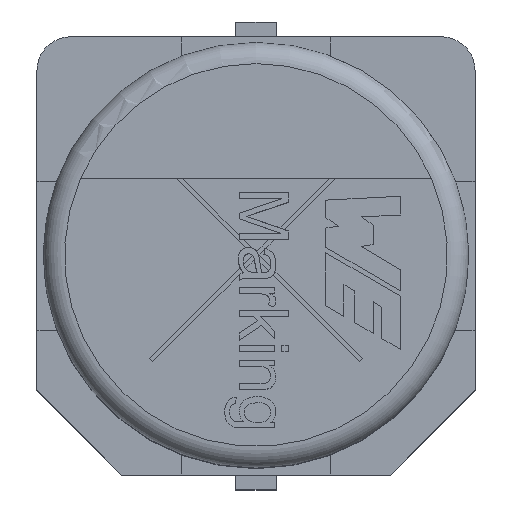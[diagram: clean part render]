
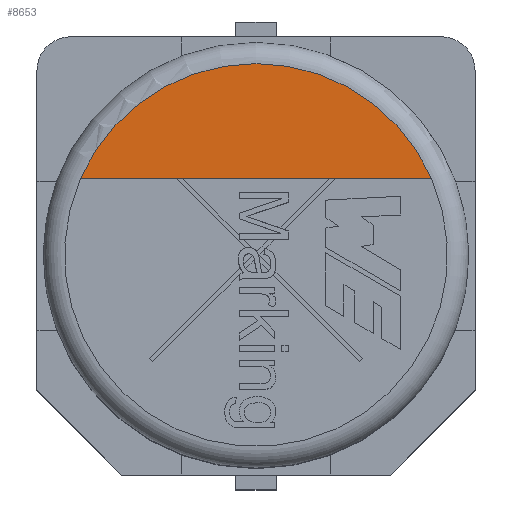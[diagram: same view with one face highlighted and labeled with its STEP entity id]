
A CAD part, top view. The second image highlights one B-rep face of the part: STEP entity #8653.
In plain terms, the highlighted planar face has unit normal (0, 0, 1).
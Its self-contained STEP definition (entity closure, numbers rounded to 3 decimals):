
#7764 = PLANE('',#7765);
#7765 = AXIS2_PLACEMENT_3D('',#7766,#7767,#7768);
#7766 = CARTESIAN_POINT('',(-1.8,4.124,11.64));
#7767 = DIRECTION('',(-1.,0.,0.));
#7768 = DIRECTION('',(0.,0.,1.));
#8653 = ADVANCED_FACE('',(#8654),#8669,.F.);
#8654 = FACE_BOUND('',#8655,.T.);
#8655 = EDGE_LOOP('',(#8656,#8714));
#8656 = ORIENTED_EDGE('',*,*,#8657,.F.);
#8657 = EDGE_CURVE('',#8658,#8660,#8662,.T.);
#8658 = VERTEX_POINT('',#8659);
#8659 = CARTESIAN_POINT('',(-1.8,-4.124,11.64));
#8660 = VERTEX_POINT('',#8661);
#8661 = CARTESIAN_POINT('',(-1.8,4.124,11.64));
#8662 = SURFACE_CURVE('',#8663,(#8668,#8680),.PCURVE_S1.);
#8663 = CIRCLE('',#8664,4.5);
#8664 = AXIS2_PLACEMENT_3D('',#8665,#8666,#8667);
#8665 = CARTESIAN_POINT('',(0.,0.,11.64));
#8666 = DIRECTION('',(0.,0.,-1.));
#8667 = DIRECTION('',(1.,0.,0.));
#8668 = PCURVE('',#8669,#8674);
#8669 = PLANE('',#8670);
#8670 = AXIS2_PLACEMENT_3D('',#8671,#8672,#8673);
#8671 = CARTESIAN_POINT('',(0.,0.,11.64));
#8672 = DIRECTION('',(0.,0.,-1.));
#8673 = DIRECTION('',(-1.,0.,0.));
#8674 = DEFINITIONAL_REPRESENTATION('',(#8675),#8679);
#8675 = CIRCLE('',#8676,4.5);
#8676 = AXIS2_PLACEMENT_2D('',#8677,#8678);
#8677 = CARTESIAN_POINT('',(0.,0.));
#8678 = DIRECTION('',(-1.,0.));
#8679 = ( GEOMETRIC_REPRESENTATION_CONTEXT(2) 
PARAMETRIC_REPRESENTATION_CONTEXT() REPRESENTATION_CONTEXT('2D SPACE',''
  ) );
#8680 = PCURVE('',#8681,#8686);
#8681 = CYLINDRICAL_SURFACE('',#8682,4.5);
#8682 = AXIS2_PLACEMENT_3D('',#8683,#8684,#8685);
#8683 = CARTESIAN_POINT('',(0.,0.,11.64));
#8684 = DIRECTION('',(0.,0.,-1.));
#8685 = DIRECTION('',(1.,0.,0.));
#8686 = DEFINITIONAL_REPRESENTATION('',(#8687),#8713);
#8687 = B_SPLINE_CURVE_WITH_KNOTS('',3,(#8688,#8689,#8690,#8691,#8692,
    #8693,#8694,#8695,#8696,#8697,#8698,#8699,#8700,#8701,#8702,#8703,
    #8704,#8705,#8706,#8707,#8708,#8709,#8710,#8711,#8712),
  .UNSPECIFIED.,.F.,.F.,(4,1,1,1,1,1,1,1,1,1,1,1,1,1,1,1,1,1,1,1,1,1,4),
  (1.982,2.088,2.193,2.298,
    2.404,2.509,2.615,2.72,
    2.825,2.931,3.036,3.142,
    3.247,3.352,3.458,3.563,
    3.669,3.774,3.879,3.985,
    4.09,4.195,4.301),
  .QUASI_UNIFORM_KNOTS.);
#8688 = CARTESIAN_POINT('',(1.982,0.));
#8689 = CARTESIAN_POINT('',(2.017,0.));
#8690 = CARTESIAN_POINT('',(2.088,0.));
#8691 = CARTESIAN_POINT('',(2.193,0.));
#8692 = CARTESIAN_POINT('',(2.298,0.));
#8693 = CARTESIAN_POINT('',(2.404,0.));
#8694 = CARTESIAN_POINT('',(2.509,0.));
#8695 = CARTESIAN_POINT('',(2.615,0.));
#8696 = CARTESIAN_POINT('',(2.72,0.));
#8697 = CARTESIAN_POINT('',(2.825,0.));
#8698 = CARTESIAN_POINT('',(2.931,0.));
#8699 = CARTESIAN_POINT('',(3.036,0.));
#8700 = CARTESIAN_POINT('',(3.142,0.));
#8701 = CARTESIAN_POINT('',(3.247,0.));
#8702 = CARTESIAN_POINT('',(3.352,0.));
#8703 = CARTESIAN_POINT('',(3.458,0.));
#8704 = CARTESIAN_POINT('',(3.563,0.));
#8705 = CARTESIAN_POINT('',(3.669,0.));
#8706 = CARTESIAN_POINT('',(3.774,0.));
#8707 = CARTESIAN_POINT('',(3.879,0.));
#8708 = CARTESIAN_POINT('',(3.985,0.));
#8709 = CARTESIAN_POINT('',(4.09,0.));
#8710 = CARTESIAN_POINT('',(4.195,0.));
#8711 = CARTESIAN_POINT('',(4.266,0.));
#8712 = CARTESIAN_POINT('',(4.301,0.));
#8713 = ( GEOMETRIC_REPRESENTATION_CONTEXT(2) 
PARAMETRIC_REPRESENTATION_CONTEXT() REPRESENTATION_CONTEXT('2D SPACE',''
  ) );
#8714 = ORIENTED_EDGE('',*,*,#8715,.F.);
#8715 = EDGE_CURVE('',#8660,#8658,#8716,.T.);
#8716 = SURFACE_CURVE('',#8717,(#8721,#8728),.PCURVE_S1.);
#8717 = LINE('',#8718,#8719);
#8718 = CARTESIAN_POINT('',(-1.8,4.124,11.64));
#8719 = VECTOR('',#8720,1.);
#8720 = DIRECTION('',(0.,-1.,0.));
#8721 = PCURVE('',#8669,#8722);
#8722 = DEFINITIONAL_REPRESENTATION('',(#8723),#8727);
#8723 = LINE('',#8724,#8725);
#8724 = CARTESIAN_POINT('',(1.8,4.124));
#8725 = VECTOR('',#8726,1.);
#8726 = DIRECTION('',(0.,-1.));
#8727 = ( GEOMETRIC_REPRESENTATION_CONTEXT(2) 
PARAMETRIC_REPRESENTATION_CONTEXT() REPRESENTATION_CONTEXT('2D SPACE',''
  ) );
#8728 = PCURVE('',#7764,#8729);
#8729 = DEFINITIONAL_REPRESENTATION('',(#8730),#8734);
#8730 = LINE('',#8731,#8732);
#8731 = CARTESIAN_POINT('',(0.,0.));
#8732 = VECTOR('',#8733,1.);
#8733 = DIRECTION('',(0.,-1.));
#8734 = ( GEOMETRIC_REPRESENTATION_CONTEXT(2) 
PARAMETRIC_REPRESENTATION_CONTEXT() REPRESENTATION_CONTEXT('2D SPACE',''
  ) );
